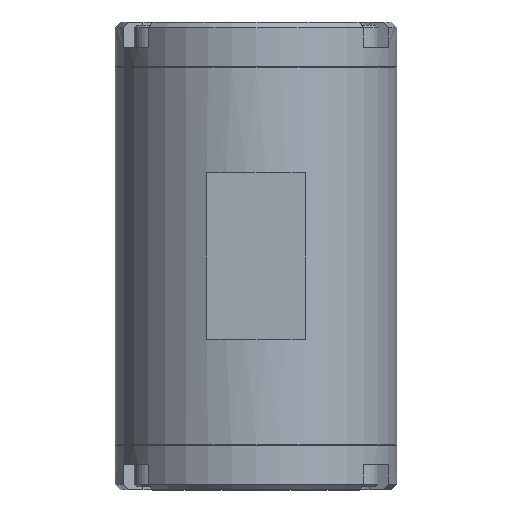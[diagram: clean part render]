
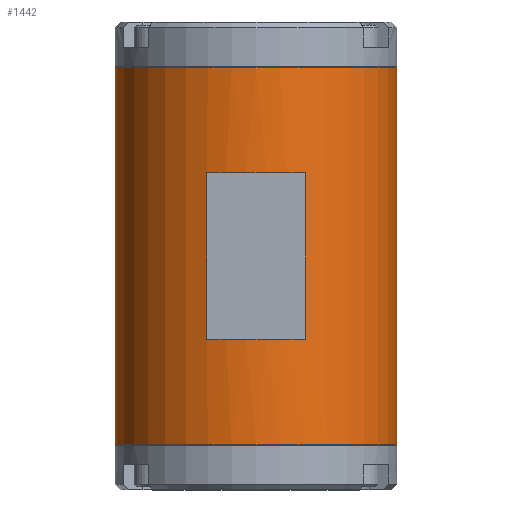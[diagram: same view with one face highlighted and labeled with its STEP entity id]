
A CAD part, front view. The second image highlights one B-rep face of the part: STEP entity #1442.
In plain terms, the highlighted cylindrical face has radius 12.7 mm (diameter 25.4 mm), a partial arc.
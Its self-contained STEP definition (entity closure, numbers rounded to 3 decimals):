
#96 = VERTEX_POINT ( 'NONE', #1898 ) ;
#179 = VERTEX_POINT ( 'NONE', #1873 ) ;
#427 = DIRECTION ( 'NONE',  ( 0., 0., -1. ) ) ;
#451 = DIRECTION ( 'NONE',  ( 0., 0., 1. ) ) ;
#472 = CARTESIAN_POINT ( 'NONE',  ( 19.665, 15.011, -42.173 ) ) ;
#475 = DIRECTION ( 'NONE',  ( 0., 0., -1. ) ) ;
#476 = DIRECTION ( 'NONE',  ( -1., 0., 0. ) ) ;
#484 = DIRECTION ( 'NONE',  ( 1., 0., 0. ) ) ;
#524 = DIRECTION ( 'NONE',  ( 1., 0., 0. ) ) ;
#525 = DIRECTION ( 'NONE',  ( 0., 0., 1. ) ) ;
#528 = CARTESIAN_POINT ( 'NONE',  ( 19.665, 15.011, -51.673 ) ) ;
#539 = CARTESIAN_POINT ( 'NONE',  ( 6.965, 15.011, -17.173 ) ) ;
#540 = DIRECTION ( 'NONE',  ( 0., 0., 1. ) ) ;
#544 = CARTESIAN_POINT ( 'NONE',  ( 19.665, 15.011, -17.673 ) ) ;
#554 = DIRECTION ( 'NONE',  ( 0., 0., 1. ) ) ;
#559 = CARTESIAN_POINT ( 'NONE',  ( 24.101, 3.111, -17.173 ) ) ;
#561 = CARTESIAN_POINT ( 'NONE',  ( 15.229, 3.111, -17.173 ) ) ;
#1370 = CARTESIAN_POINT ( 'NONE',  ( 19.665, 15.011, -27.173 ) ) ;
#1371 = DIRECTION ( 'NONE',  ( 0., 0., 1. ) ) ;
#1384 = DIRECTION ( 'NONE',  ( 1., 0., 0. ) ) ;
#1442 = ADVANCED_FACE ( 'NONE', ( #5619, #5610 ), #5534, .T. ) ;
#1632 = VECTOR ( 'NONE', #2182, 1000. ) ;
#1640 = LINE ( 'NONE', #561, #1662 ) ;
#1642 = LINE ( 'NONE', #2164, #1632 ) ;
#1643 = CIRCLE ( 'NONE', #2812, 12.7 ) ;
#1649 = CIRCLE ( 'NONE', #2820, 12.7 ) ;
#1662 = VECTOR ( 'NONE', #540, 1000. ) ;
#1696 = CIRCLE ( 'NONE', #2816, 12.7 ) ;
#1698 = VECTOR ( 'NONE', #427, 1000. ) ;
#1702 = LINE ( 'NONE', #559, #1698 ) ;
#1873 = CARTESIAN_POINT ( 'NONE',  ( 24.101, 3.111, -42.173 ) ) ;
#1898 = CARTESIAN_POINT ( 'NONE',  ( 15.229, 3.111, -27.173 ) ) ;
#1920 = ORIENTED_EDGE ( 'NONE', *, *, #2449, .T. ) ;
#1924 = ORIENTED_EDGE ( 'NONE', *, *, #2470, .F. ) ;
#1929 = ORIENTED_EDGE ( 'NONE', *, *, #2456, .T. ) ;
#1947 = ORIENTED_EDGE ( 'NONE', *, *, #2447, .T. ) ;
#1957 = ORIENTED_EDGE ( 'NONE', *, *, #2474, .T. ) ;
#1977 = ORIENTED_EDGE ( 'NONE', *, *, #2463, .F. ) ;
#1992 = ORIENTED_EDGE ( 'NONE', *, *, #2465, .T. ) ;
#2010 = ORIENTED_EDGE ( 'NONE', *, *, #2464, .T. ) ;
#2020 = EDGE_LOOP ( 'NONE', ( #2010, #1929, #1992, #1947 ) ) ;
#2107 = EDGE_LOOP ( 'NONE', ( #1924, #1957, #1920, #1977 ) ) ;
#2164 = CARTESIAN_POINT ( 'NONE',  ( 32.365, 15.011, -17.173 ) ) ;
#2182 = DIRECTION ( 'NONE',  ( 0., 0., 1. ) ) ;
#2447 = EDGE_CURVE ( 'NONE', #96, #4798, #1643, .T. ) ;
#2449 = EDGE_CURVE ( 'NONE', #4795, #4847, #1642, .T. ) ;
#2456 = EDGE_CURVE ( 'NONE', #179, #4797, #1696, .T. ) ;
#2463 = EDGE_CURVE ( 'NONE', #4782, #4847, #1649, .T. ) ;
#2464 = EDGE_CURVE ( 'NONE', #4798, #179, #1702, .T. ) ;
#2465 = EDGE_CURVE ( 'NONE', #4797, #96, #1640, .T. ) ;
#2470 = EDGE_CURVE ( 'NONE', #4854, #4782, #5920, .T. ) ;
#2474 = EDGE_CURVE ( 'NONE', #4854, #4795, #5944, .T. ) ;
#2756 = AXIS2_PLACEMENT_3D ( 'NONE', #5658, #5679, #5672 ) ;
#2812 = AXIS2_PLACEMENT_3D ( 'NONE', #1370, #1371, #1384 ) ;
#2816 = AXIS2_PLACEMENT_3D ( 'NONE', #472, #475, #476 ) ;
#2820 = AXIS2_PLACEMENT_3D ( 'NONE', #544, #554, #484 ) ;
#2826 = AXIS2_PLACEMENT_3D ( 'NONE', #528, #525, #524 ) ;
#4406 = CARTESIAN_POINT ( 'NONE',  ( 6.965, 15.011, -17.673 ) ) ;
#4419 = CARTESIAN_POINT ( 'NONE',  ( 32.365, 15.011, -51.673 ) ) ;
#4421 = CARTESIAN_POINT ( 'NONE',  ( 15.229, 3.111, -42.173 ) ) ;
#4422 = CARTESIAN_POINT ( 'NONE',  ( 24.101, 3.111, -27.173 ) ) ;
#4471 = CARTESIAN_POINT ( 'NONE',  ( 32.365, 15.011, -17.673 ) ) ;
#4478 = CARTESIAN_POINT ( 'NONE',  ( 6.965, 15.011, -51.673 ) ) ;
#4782 = VERTEX_POINT ( 'NONE', #4406 ) ;
#4795 = VERTEX_POINT ( 'NONE', #4419 ) ;
#4797 = VERTEX_POINT ( 'NONE', #4421 ) ;
#4798 = VERTEX_POINT ( 'NONE', #4422 ) ;
#4847 = VERTEX_POINT ( 'NONE', #4471 ) ;
#4854 = VERTEX_POINT ( 'NONE', #4478 ) ;
#5534 = CYLINDRICAL_SURFACE ( 'NONE', #2756, 12.7 ) ;
#5610 = FACE_BOUND ( 'NONE', #2020, .T. ) ;
#5619 = FACE_OUTER_BOUND ( 'NONE', #2107, .T. ) ;
#5658 = CARTESIAN_POINT ( 'NONE',  ( 19.665, 15.011, -17.173 ) ) ;
#5672 = DIRECTION ( 'NONE',  ( 1., 0., 0. ) ) ;
#5679 = DIRECTION ( 'NONE',  ( 0., 0., 1. ) ) ;
#5920 = LINE ( 'NONE', #539, #6004 ) ;
#5944 = CIRCLE ( 'NONE', #2826, 12.7 ) ;
#6004 = VECTOR ( 'NONE', #451, 1000. ) ;
